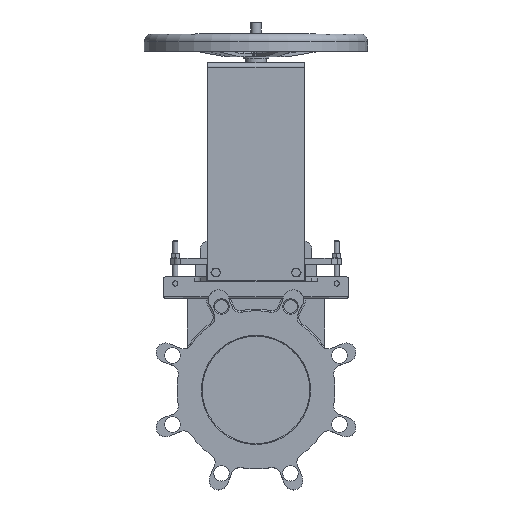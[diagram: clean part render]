
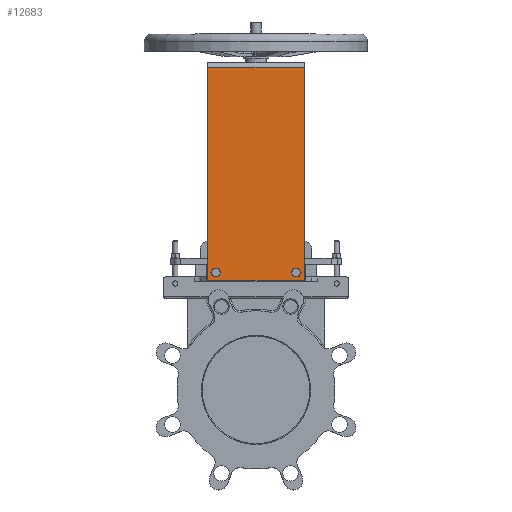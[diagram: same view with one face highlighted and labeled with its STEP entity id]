
A CAD part, top view. The second image highlights one B-rep face of the part: STEP entity #12683.
In plain terms, the highlighted planar face has unit normal (0, 0, 1).
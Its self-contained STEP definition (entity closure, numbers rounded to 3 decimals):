
#648=CIRCLE('',#13627,4.);
#649=CIRCLE('',#13628,4.);
#1215=FACE_BOUND('',#2190,.T.);
#1216=FACE_BOUND('',#2191,.T.);
#1435=FACE_OUTER_BOUND('',#2189,.T.);
#2189=EDGE_LOOP('',(#8513,#8514,#8515,#8516));
#2190=EDGE_LOOP('',(#8517));
#2191=EDGE_LOOP('',(#8518));
#3078=LINE('',#19566,#3992);
#3087=LINE('',#19589,#4001);
#3088=LINE('',#19592,#4002);
#3089=LINE('',#19593,#4003);
#3992=VECTOR('',#15380,10.);
#4001=VECTOR('',#15397,10.);
#4002=VECTOR('',#15400,10.);
#4003=VECTOR('',#15401,10.);
#5171=VERTEX_POINT('',#19563);
#5172=VERTEX_POINT('',#19565);
#5182=VERTEX_POINT('',#19587);
#5183=VERTEX_POINT('',#19591);
#5184=VERTEX_POINT('',#19594);
#5185=VERTEX_POINT('',#19596);
#6424=EDGE_CURVE('',#5171,#5172,#3078,.T.);
#6436=EDGE_CURVE('',#5182,#5171,#3087,.T.);
#6437=EDGE_CURVE('',#5183,#5182,#3088,.T.);
#6438=EDGE_CURVE('',#5172,#5183,#3089,.T.);
#6439=EDGE_CURVE('',#5184,#5184,#648,.T.);
#6440=EDGE_CURVE('',#5185,#5185,#649,.T.);
#8513=ORIENTED_EDGE('',*,*,#6436,.F.);
#8514=ORIENTED_EDGE('',*,*,#6437,.F.);
#8515=ORIENTED_EDGE('',*,*,#6438,.F.);
#8516=ORIENTED_EDGE('',*,*,#6424,.F.);
#8517=ORIENTED_EDGE('',*,*,#6439,.F.);
#8518=ORIENTED_EDGE('',*,*,#6440,.F.);
#11688=PLANE('',#13626);
#12683=ADVANCED_FACE('',(#1435,#1215,#1216),#11688,.F.);
#13626=AXIS2_PLACEMENT_3D('',#19590,#15398,#15399);
#13627=AXIS2_PLACEMENT_3D('',#19595,#15402,#15403);
#13628=AXIS2_PLACEMENT_3D('',#19597,#15404,#15405);
#15380=DIRECTION('',(0.,-1.,0.));
#15397=DIRECTION('',(1.,0.,0.));
#15398=DIRECTION('center_axis',(0.,0.,-1.));
#15399=DIRECTION('ref_axis',(-1.,0.,0.));
#15400=DIRECTION('',(0.,1.,0.));
#15401=DIRECTION('',(-1.,0.,0.));
#15402=DIRECTION('center_axis',(0.,0.,1.));
#15403=DIRECTION('ref_axis',(1.,0.,0.));
#15404=DIRECTION('center_axis',(0.,0.,1.));
#15405=DIRECTION('ref_axis',(1.,0.,0.));
#19563=CARTESIAN_POINT('',(56.213,375.398,31.5));
#19565=CARTESIAN_POINT('',(56.213,127.398,31.5));
#19566=CARTESIAN_POINT('',(56.213,377.398,31.5));
#19587=CARTESIAN_POINT('',(-56.213,375.398,31.5));
#19589=CARTESIAN_POINT('',(0.,375.398,31.5));
#19590=CARTESIAN_POINT('Origin',(0.,252.398,
31.5));
#19591=CARTESIAN_POINT('',(-56.213,127.398,31.5));
#19592=CARTESIAN_POINT('',(-56.213,377.398,31.5));
#19593=CARTESIAN_POINT('',(56.213,127.398,31.5));
#19594=CARTESIAN_POINT('',(-50.759,136.398,31.5));
#19595=CARTESIAN_POINT('Origin',(-46.759,136.398,31.5));
#19596=CARTESIAN_POINT('',(42.759,136.398,31.5));
#19597=CARTESIAN_POINT('Origin',(46.759,136.398,31.5));
